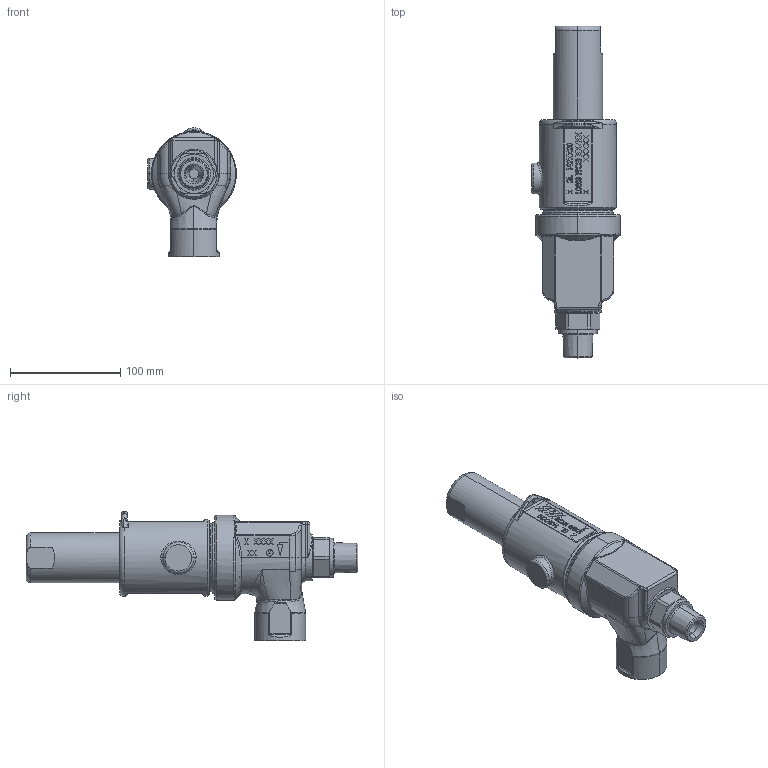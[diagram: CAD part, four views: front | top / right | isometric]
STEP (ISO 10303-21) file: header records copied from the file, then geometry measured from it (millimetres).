
FILE_DESCRIPTION((''),'2;1');
FILE_NAME('459-462-DO9-H2-V62V71_ASM','2019-10-25T',('volz'),(''),'PRO/ENGINEER BY PARAMETRIC TECHNOLOGY CORPORATION, 2014430','PRO/ENGINEER BY PARAMETRIC TECHNOLOGY CORPORATION, 2014430','');
FILE_SCHEMA(('CONFIG_CONTROL_DESIGN'));
Length unit declared in the file: millimetre
Products named in the file (7): 123-9009-00-B02; 500-2407-00; 262-8409-03; 142-9609-04-B01; 151-2709-14-B01; 136-7509-03-B02; 459-462-DO9-H2-V62V71_ASM
Assembly tree (7 placements, depth 2):
  459-462-DO9-H2-V62V71_ASM
    123-9009-00-B02
    500-2407-00  x2
    262-8409-03
    142-9609-04-B01
    151-2709-14-B01
    136-7509-03-B02
Bounding box: 80.5 x 301 x 117 mm (x, y, z)
Volume: 497120 mm3; surface area: 141658.7 mm2
Topology: 7 solids, 7 shells, 1868 faces, 5056 edges, 3299 vertices
Faces by surface type: plane 1494, cylinder 141, bspline 107, torus 64, cone 52, sphere 10
Entity records: 65872 total; most frequent: CARTESIAN_POINT 19450, ORIENTED_EDGE 10084, DIRECTION 8720, EDGE_CURVE 5042, VECTOR 4288, LINE 4288, VERTEX_POINT 3291, AXIS2_PLACEMENT_3D 2216
